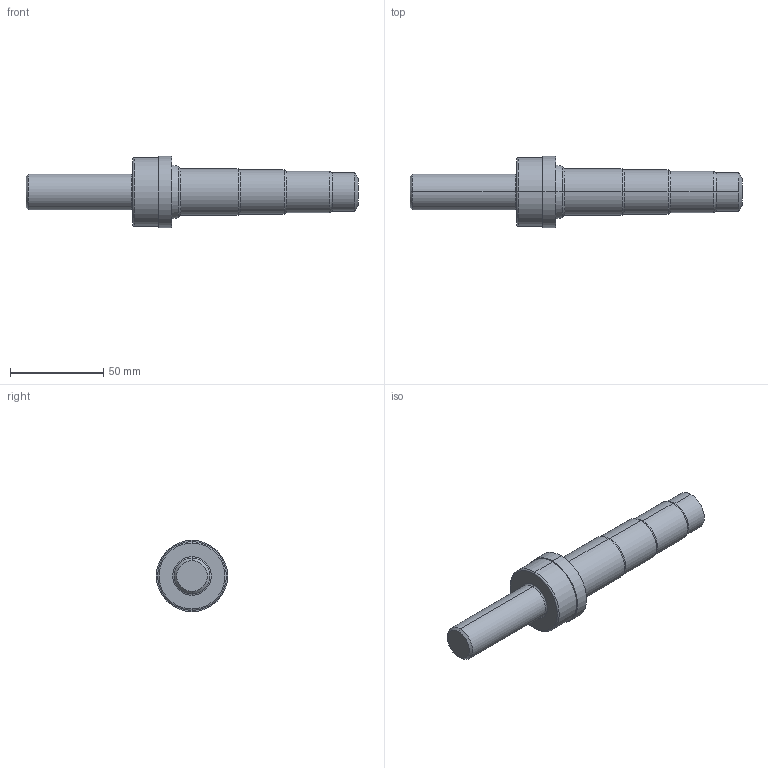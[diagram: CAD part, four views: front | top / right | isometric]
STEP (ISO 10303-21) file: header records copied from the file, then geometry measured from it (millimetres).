
FILE_DESCRIPTION (( 'STEP AP214' ), '1' );
FILE_NAME ('V12-4-FINISH-X8.STEP', '2019-03-22T16:18:09', ( '' ), ( '' ), 'SwSTEP 2.0', 'SolidWorks 2018', '' );
FILE_SCHEMA (( 'AUTOMOTIVE_DESIGN' ));
Length unit declared in the file: inch
Products named in the file (1): V12-4-FINISH-X8
Bounding box: 177.8 x 38.1 x 38.1 mm (x, y, z)
Volume: 82081.3 mm3; surface area: 15059.6 mm2
Topology: 1 solids, 1 shells, 39 faces, 76 edges, 42 vertices
Faces by surface type: cylinder 14, torus 12, cone 8, plane 5
Entity records: 1036 total; most frequent: DIRECTION 210, CARTESIAN_POINT 158, ORIENTED_EDGE 152, AXIS2_PLACEMENT_3D 94, EDGE_CURVE 76, CIRCLE 54, EDGE_LOOP 42, VERTEX_POINT 42
